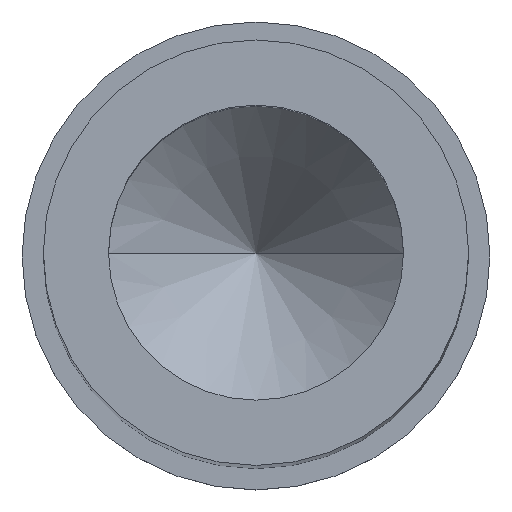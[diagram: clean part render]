
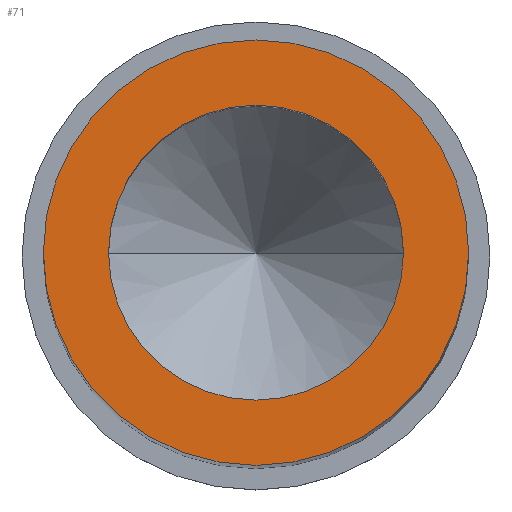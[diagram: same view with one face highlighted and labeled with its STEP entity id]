
A CAD part, top view. The second image highlights one B-rep face of the part: STEP entity #71.
In plain terms, the highlighted planar face has unit normal (0, 0, 1).
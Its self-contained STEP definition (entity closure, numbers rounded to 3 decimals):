
#3 = EDGE_CURVE ( 'NONE', #80, #32, #274, .T. ) ;
#27 = CARTESIAN_POINT ( 'NONE',  ( -1.5, 0., 13.6 ) ) ;
#32 = VERTEX_POINT ( 'NONE', #90 ) ;
#50 = PLANE ( 'NONE',  #133 ) ;
#56 = EDGE_CURVE ( 'NONE', #207, #215, #254, .T. ) ;
#67 = AXIS2_PLACEMENT_3D ( 'NONE', #315, #288, #141 ) ;
#71 = ADVANCED_FACE ( 'NONE', ( #151, #297 ), #50, .F. ) ;
#73 = DIRECTION ( 'NONE',  ( 0., 0., 1. ) ) ;
#79 = EDGE_CURVE ( 'NONE', #215, #207, #127, .T. ) ;
#80 = VERTEX_POINT ( 'NONE', #321 ) ;
#90 = CARTESIAN_POINT ( 'NONE',  ( 1.04, 0., 13.6 ) ) ;
#96 = CARTESIAN_POINT ( 'NONE',  ( 0., 0., 13.6 ) ) ;
#97 = CARTESIAN_POINT ( 'NONE',  ( 1.5, 0., 13.6 ) ) ;
#103 = ORIENTED_EDGE ( 'NONE', *, *, #79, .T. ) ;
#126 = DIRECTION ( 'NONE',  ( 0., 0., -1. ) ) ;
#127 = CIRCLE ( 'NONE', #289, 1.5 ) ;
#131 = ORIENTED_EDGE ( 'NONE', *, *, #174, .F. ) ;
#133 = AXIS2_PLACEMENT_3D ( 'NONE', #27, #126, #247 ) ;
#140 = DIRECTION ( 'NONE',  ( 1., 0., 0. ) ) ;
#141 = DIRECTION ( 'NONE',  ( 1., 0., 0. ) ) ;
#146 = DIRECTION ( 'NONE',  ( 0., 0., 1. ) ) ;
#151 = FACE_BOUND ( 'NONE', #276, .T. ) ;
#166 = CARTESIAN_POINT ( 'NONE',  ( 0., 0., 13.6 ) ) ;
#170 = CARTESIAN_POINT ( 'NONE',  ( 0., 0., 13.6 ) ) ;
#174 = EDGE_CURVE ( 'NONE', #32, #80, #293, .T. ) ;
#193 = CARTESIAN_POINT ( 'NONE',  ( -1.5, 0., 13.6 ) ) ;
#207 = VERTEX_POINT ( 'NONE', #193 ) ;
#215 = VERTEX_POINT ( 'NONE', #97 ) ;
#224 = DIRECTION ( 'NONE',  ( 1., 0., 0. ) ) ;
#247 = DIRECTION ( 'NONE',  ( -1., 0., 0. ) ) ;
#251 = ORIENTED_EDGE ( 'NONE', *, *, #56, .T. ) ;
#254 = CIRCLE ( 'NONE', #305, 1.5 ) ;
#261 = DIRECTION ( 'NONE',  ( 0., 0., 1. ) ) ;
#262 = DIRECTION ( 'NONE',  ( 1., 0., 0. ) ) ;
#274 = CIRCLE ( 'NONE', #67, 1.04 ) ;
#276 = EDGE_LOOP ( 'NONE', ( #131, #279 ) ) ;
#279 = ORIENTED_EDGE ( 'NONE', *, *, #3, .F. ) ;
#288 = DIRECTION ( 'NONE',  ( 0., 0., 1. ) ) ;
#289 = AXIS2_PLACEMENT_3D ( 'NONE', #96, #73, #224 ) ;
#293 = CIRCLE ( 'NONE', #306, 1.04 ) ;
#297 = FACE_OUTER_BOUND ( 'NONE', #307, .T. ) ;
#305 = AXIS2_PLACEMENT_3D ( 'NONE', #170, #146, #262 ) ;
#306 = AXIS2_PLACEMENT_3D ( 'NONE', #166, #261, #140 ) ;
#307 = EDGE_LOOP ( 'NONE', ( #103, #251 ) ) ;
#315 = CARTESIAN_POINT ( 'NONE',  ( 0., 0., 13.6 ) ) ;
#321 = CARTESIAN_POINT ( 'NONE',  ( -1.04, 0., 13.6 ) ) ;
